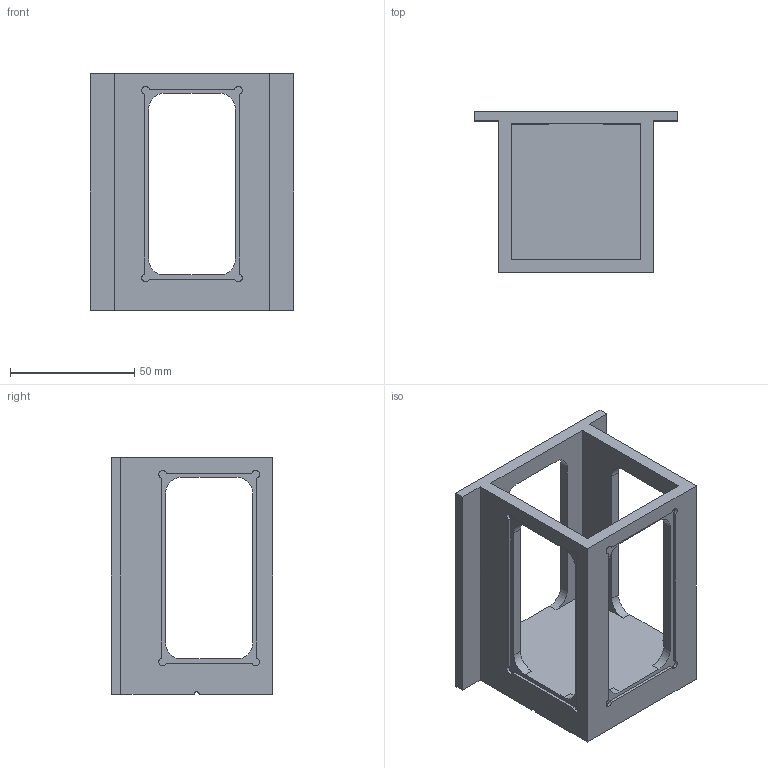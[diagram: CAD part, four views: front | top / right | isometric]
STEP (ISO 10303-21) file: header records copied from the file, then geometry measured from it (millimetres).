
FILE_DESCRIPTION (( 'STEP AP203' ), '1' );
FILE_NAME ('cuvette for small mesospim for 3dprinting with lens stop and windows.STEP', '2025-09-04T14:55:20', ( '' ), ( '' ), 'SwSTEP 2.0', 'SolidWorks 2025', '' );
FILE_SCHEMA (( 'CONFIG_CONTROL_DESIGN' ));
Length unit declared in the file: inch
Products named in the file (1): cuvette for small mesospim for 3dprinting with lens stop and windows
Bounding box: 82 x 64.81 x 95.25 mm (x, y, z)
Volume: 106076.3 mm3; surface area: 37730.3 mm2
Topology: 1 solids, 1 shells, 93 faces, 270 edges, 180 vertices
Faces by surface type: plane 49, cylinder 44
Entity records: 3211 total; most frequent: CARTESIAN_POINT 578, DIRECTION 540, ORIENTED_EDGE 540, EDGE_CURVE 270, VECTOR 180, AXIS2_PLACEMENT_3D 180, VERTEX_POINT 180, LINE 180
